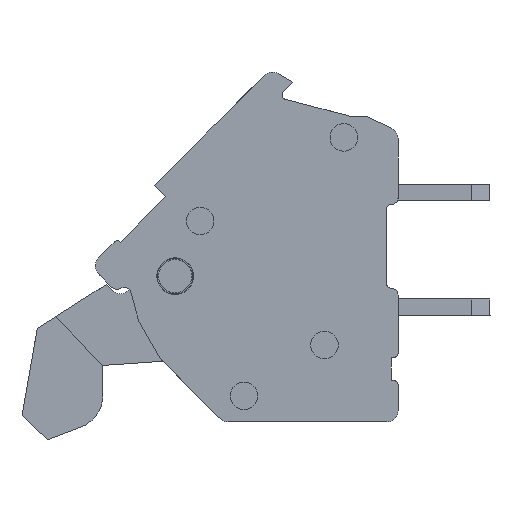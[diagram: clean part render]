
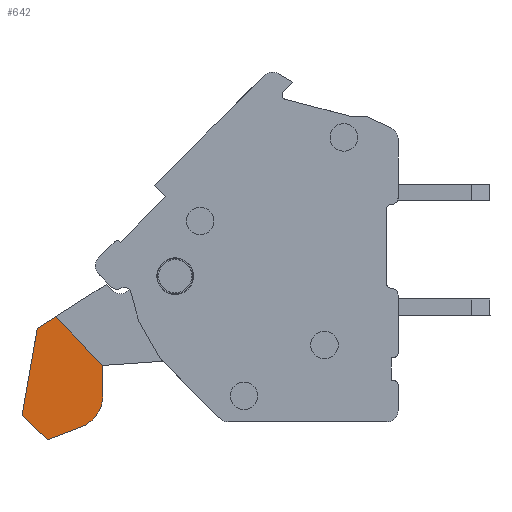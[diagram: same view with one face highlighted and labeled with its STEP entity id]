
A CAD part, left-side view. The second image highlights one B-rep face of the part: STEP entity #642.
In plain terms, the highlighted face is planar.
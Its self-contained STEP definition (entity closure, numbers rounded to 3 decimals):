
#191 = AXIS2_PLACEMENT_3D ( 'NONE', #3624, #335, #2962 ) ;
#200 = DIRECTION ( 'NONE',  ( -0.911, 0.412, 0. ) ) ;
#335 = DIRECTION ( 'NONE',  ( 0., 0., 1. ) ) ;
#607 = VERTEX_POINT ( 'NONE', #4935 ) ;
#642 = ADVANCED_FACE ( 'NONE', ( #967 ), #6216, .T. ) ;
#739 = LINE ( 'NONE', #4599, #1917 ) ;
#826 = ORIENTED_EDGE ( 'NONE', *, *, #6476, .T. ) ;
#859 = VECTOR ( 'NONE', #4344, 1000. ) ;
#923 = ORIENTED_EDGE ( 'NONE', *, *, #8169, .T. ) ;
#967 = FACE_OUTER_BOUND ( 'NONE', #2320, .T. ) ;
#998 = VERTEX_POINT ( 'NONE', #4429 ) ;
#1249 = CARTESIAN_POINT ( 'NONE',  ( 240.743, 235.498, -5.7 ) ) ;
#1362 = VECTOR ( 'NONE', #2988, 1000. ) ;
#1797 = LINE ( 'NONE', #1249, #859 ) ;
#1804 = DIRECTION ( 'NONE',  ( 0.412, 0.911, 0. ) ) ;
#1917 = VECTOR ( 'NONE', #2718, 1000. ) ;
#1923 = CARTESIAN_POINT ( 'NONE',  ( 240.758, 239.552, -5.7 ) ) ;
#2037 = CIRCLE ( 'NONE', #8222, 1.5 ) ;
#2320 = EDGE_LOOP ( 'NONE', ( #8151, #2391, #4497, #826, #4739, #923, #7336 ) ) ;
#2328 = VERTEX_POINT ( 'NONE', #6392 ) ;
#2391 = ORIENTED_EDGE ( 'NONE', *, *, #3412, .T. ) ;
#2463 = DIRECTION ( 'NONE',  ( 0., 0., 1. ) ) ;
#2718 = DIRECTION ( 'NONE',  ( 0.977, -0.214, 0. ) ) ;
#2724 = VERTEX_POINT ( 'NONE', #5300 ) ;
#2815 = VECTOR ( 'NONE', #4546, 1000. ) ;
#2836 = VECTOR ( 'NONE', #5760, 1000. ) ;
#2911 = CARTESIAN_POINT ( 'NONE',  ( 243.866, 239.229, -5.7 ) ) ;
#2962 = DIRECTION ( 'NONE',  ( -1., 0., 0. ) ) ;
#2988 = DIRECTION ( 'NONE',  ( -0.017, 1., 0. ) ) ;
#3259 = LINE ( 'NONE', #1923, #2815 ) ;
#3412 = EDGE_CURVE ( 'NONE', #2328, #998, #4184, .T. ) ;
#3624 = CARTESIAN_POINT ( 'NONE',  ( 240.743, 241.998, -5.7 ) ) ;
#3677 = EDGE_CURVE ( 'NONE', #998, #2724, #2037, .T. ) ;
#4184 = LINE ( 'NONE', #2911, #6157 ) ;
#4259 = CARTESIAN_POINT ( 'NONE',  ( 243.893, 237.704, -5.7 ) ) ;
#4304 = CARTESIAN_POINT ( 'NONE',  ( 241.83, 238.503, -5.7 ) ) ;
#4344 = DIRECTION ( 'NONE',  ( 0.819, 0.574, 0. ) ) ;
#4429 = CARTESIAN_POINT ( 'NONE',  ( 242.448, 239.87, -5.7 ) ) ;
#4497 = ORIENTED_EDGE ( 'NONE', *, *, #3677, .T. ) ;
#4546 = DIRECTION ( 'NONE',  ( -0.699, -0.715, 0. ) ) ;
#4599 = CARTESIAN_POINT ( 'NONE',  ( 239.819, 235.701, -5.7 ) ) ;
#4626 = CARTESIAN_POINT ( 'NONE',  ( 243.893, 237.704, -5.7 ) ) ;
#4739 = ORIENTED_EDGE ( 'NONE', *, *, #6485, .T. ) ;
#4784 = VERTEX_POINT ( 'NONE', #4626 ) ;
#4935 = CARTESIAN_POINT ( 'NONE',  ( 240.743, 235.498, -5.7 ) ) ;
#5212 = CARTESIAN_POINT ( 'NONE',  ( 239.819, 235.701, -5.7 ) ) ;
#5300 = CARTESIAN_POINT ( 'NONE',  ( 240.758, 239.552, -5.7 ) ) ;
#5654 = CARTESIAN_POINT ( 'NONE',  ( 239.871, 238.646, -5.7 ) ) ;
#5760 = DIRECTION ( 'NONE',  ( -0.017, -1., 0. ) ) ;
#5994 = EDGE_CURVE ( 'NONE', #4784, #2328, #8329, .T. ) ;
#6014 = VERTEX_POINT ( 'NONE', #5654 ) ;
#6157 = VECTOR ( 'NONE', #200, 1000. ) ;
#6216 = PLANE ( 'NONE',  #191 ) ;
#6381 = VERTEX_POINT ( 'NONE', #5212 ) ;
#6392 = CARTESIAN_POINT ( 'NONE',  ( 243.866, 239.229, -5.7 ) ) ;
#6476 = EDGE_CURVE ( 'NONE', #2724, #6014, #3259, .T. ) ;
#6485 = EDGE_CURVE ( 'NONE', #6014, #6381, #7183, .T. ) ;
#6541 = CARTESIAN_POINT ( 'NONE',  ( 239.871, 238.646, -5.7 ) ) ;
#7183 = LINE ( 'NONE', #6541, #2836 ) ;
#7336 = ORIENTED_EDGE ( 'NONE', *, *, #7740, .T. ) ;
#7740 = EDGE_CURVE ( 'NONE', #607, #4784, #1797, .T. ) ;
#8151 = ORIENTED_EDGE ( 'NONE', *, *, #5994, .T. ) ;
#8169 = EDGE_CURVE ( 'NONE', #6381, #607, #739, .T. ) ;
#8222 = AXIS2_PLACEMENT_3D ( 'NONE', #4304, #2463, #1804 ) ;
#8329 = LINE ( 'NONE', #4259, #1362 ) ;
